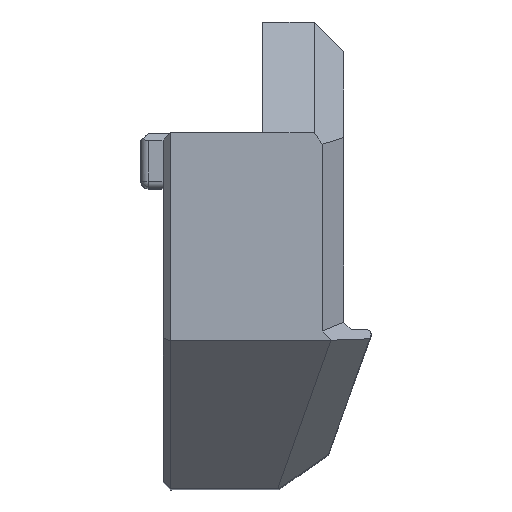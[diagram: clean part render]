
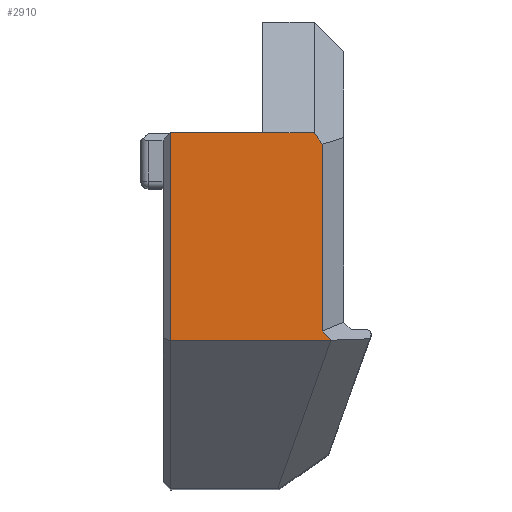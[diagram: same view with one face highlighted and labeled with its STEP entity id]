
A CAD part, top view. The second image highlights one B-rep face of the part: STEP entity #2910.
In plain terms, the highlighted planar face has unit normal (0, 0, 1).
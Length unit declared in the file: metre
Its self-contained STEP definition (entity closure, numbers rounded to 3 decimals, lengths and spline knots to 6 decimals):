
#447=ORIENTED_EDGE('',*,*,#1181,.F.);
#448=ORIENTED_EDGE('',*,*,#1180,.F.);
#449=ORIENTED_EDGE('',*,*,#1098,.F.);
#450=ORIENTED_EDGE('',*,*,#1079,.F.);
#451=ORIENTED_EDGE('',*,*,#1115,.T.);
#452=ORIENTED_EDGE('',*,*,#1182,.T.);
#453=ORIENTED_EDGE('',*,*,#1111,.T.);
#454=ORIENTED_EDGE('',*,*,#1165,.F.);
#455=ORIENTED_EDGE('',*,*,#1161,.F.);
#1079=EDGE_CURVE('',#1474,#1473,#1761,.T.);
#1098=EDGE_CURVE('',#1473,#1491,#1780,.T.);
#1111=EDGE_CURVE('',#1502,#1496,#1793,.T.);
#1115=EDGE_CURVE('',#1474,#1504,#1797,.T.);
#1161=EDGE_CURVE('',#1532,#1534,#1829,.T.);
#1165=EDGE_CURVE('',#1534,#1496,#1833,.T.);
#1180=EDGE_CURVE('',#1491,#1544,#1848,.T.);
#1181=EDGE_CURVE('',#1544,#1532,#1849,.T.);
#1182=EDGE_CURVE('',#1504,#1502,#1850,.T.);
#1473=VERTEX_POINT('',#4140);
#1474=VERTEX_POINT('',#4143);
#1491=VERTEX_POINT('',#4183);
#1496=VERTEX_POINT('',#4196);
#1502=VERTEX_POINT('',#4211);
#1504=VERTEX_POINT('',#4219);
#1532=VERTEX_POINT('',#4309);
#1534=VERTEX_POINT('',#4312);
#1544=VERTEX_POINT('',#4346);
#1761=LINE('',#4144,#2104);
#1780=LINE('',#4182,#2123);
#1793=LINE('',#4210,#2136);
#1797=LINE('',#4218,#2140);
#1829=LINE('',#4311,#2172);
#1833=LINE('',#4319,#2176);
#1848=LINE('',#4347,#2191);
#1849=LINE('',#4349,#2192);
#1850=LINE('',#4350,#2193);
#2104=VECTOR('',#3390,1.);
#2123=VECTOR('',#3415,1.);
#2136=VECTOR('',#3436,1.);
#2140=VECTOR('',#3444,1.);
#2172=VECTOR('',#3538,1.);
#2176=VECTOR('',#3544,1.);
#2191=VECTOR('',#3569,1.);
#2192=VECTOR('',#3572,1.);
#2193=VECTOR('',#3573,1.);
#2441=EDGE_LOOP('',(#447,#448,#449,#450,#451,#452,#453,#454,#455));
#2617=FACE_BOUND('',#2441,.T.);
#2773=PLANE('',#3114);
#2910=ADVANCED_FACE('',(#2617),#2773,.F.);
#3114=AXIS2_PLACEMENT_3D('',#4348,#3570,#3571);
#3390=DIRECTION('',(0.577,-0.816,0.));
#3415=DIRECTION('',(0.,-1.,0.));
#3436=DIRECTION('',(-1.,0.,0.));
#3444=DIRECTION('',(-1.,0.,0.));
#3538=DIRECTION('',(-1.,0.,0.));
#3544=DIRECTION('',(0.,1.,0.));
#3569=DIRECTION('',(0.707,-0.707,0.));
#3570=DIRECTION('',(0.,0.,-1.));
#3571=DIRECTION('',(1.,0.,0.));
#3572=DIRECTION('',(-0.743,-0.669,0.));
#3573=DIRECTION('',(0.,-1.,0.));
#4140=CARTESIAN_POINT('',(0.004339,0.003683,0.047999));
#4143=CARTESIAN_POINT('',(0.003893,0.004312,0.047999));
#4144=CARTESIAN_POINT('',(0.004917,0.002864,0.047999));
#4182=CARTESIAN_POINT('',(0.004339,-0.00468,0.047999));
#4183=CARTESIAN_POINT('',(0.004339,-0.006428,0.047999));
#4196=CARTESIAN_POINT('',(-0.003893,0.004311,0.047999));
#4210=CARTESIAN_POINT('',(-0.001458,0.004311,0.047999));
#4211=CARTESIAN_POINT('',(0.001107,0.004311,0.047999));
#4218=CARTESIAN_POINT('',(0.001377,0.004312,0.047999));
#4219=CARTESIAN_POINT('',(0.001107,0.004312,0.047999));
#4309=CARTESIAN_POINT('',(0.004793,-0.006969,0.047999));
#4311=CARTESIAN_POINT('',(-0.001458,-0.006969,0.047999));
#4312=CARTESIAN_POINT('',(-0.003893,-0.006969,0.047999));
#4319=CARTESIAN_POINT('',(-0.003893,0.0004,0.047999));
#4346=CARTESIAN_POINT('',(0.004839,-0.006928,0.047999));
#4347=CARTESIAN_POINT('',(0.003138,-0.005228,0.047999));
#4348=CARTESIAN_POINT('',(0.001377,-0.00351,0.047999));
#4349=CARTESIAN_POINT('',(0.003621,-0.008024,0.047999));
#4350=CARTESIAN_POINT('',(0.001107,0.002401,0.047999));
